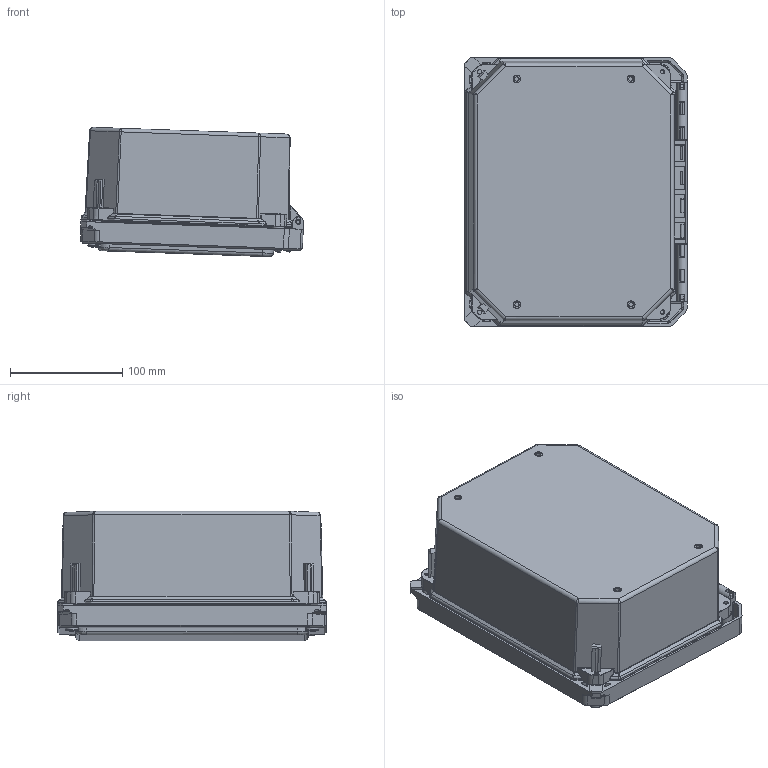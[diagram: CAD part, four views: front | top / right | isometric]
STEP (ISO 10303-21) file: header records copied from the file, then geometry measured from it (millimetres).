
FILE_DESCRIPTION (( 'STEP AP214' ), '1' );
FILE_NAME ('FR80604HW.STEP', '2021-10-07T14:37:41', ( '' ), ( '' ), 'SwSTEP 2.0', 'SolidWorks 2021', '' );
FILE_SCHEMA (( 'AUTOMOTIVE_DESIGN' ));
Length unit declared in the file: inch
Products named in the file (1): FR80604HW
Bounding box: 198.28 x 239.2 x 115.02 mm (x, y, z)
Volume: 725929.6 mm3; surface area: 388620.5 mm2
Topology: 23 solids, 23 shells, 2099 faces, 5181 edges, 3053 vertices
Faces by surface type: cylinder 824, plane 639, bspline 358, torus 167, cone 87, sphere 24
Entity records: 87041 total; most frequent: CARTESIAN_POINT 41961, ORIENTED_EDGE 10174, DIRECTION 7900, EDGE_CURVE 5087, VERTEX_POINT 3049, AXIS2_PLACEMENT_3D 2783, VECTOR 2334, LINE 2334
